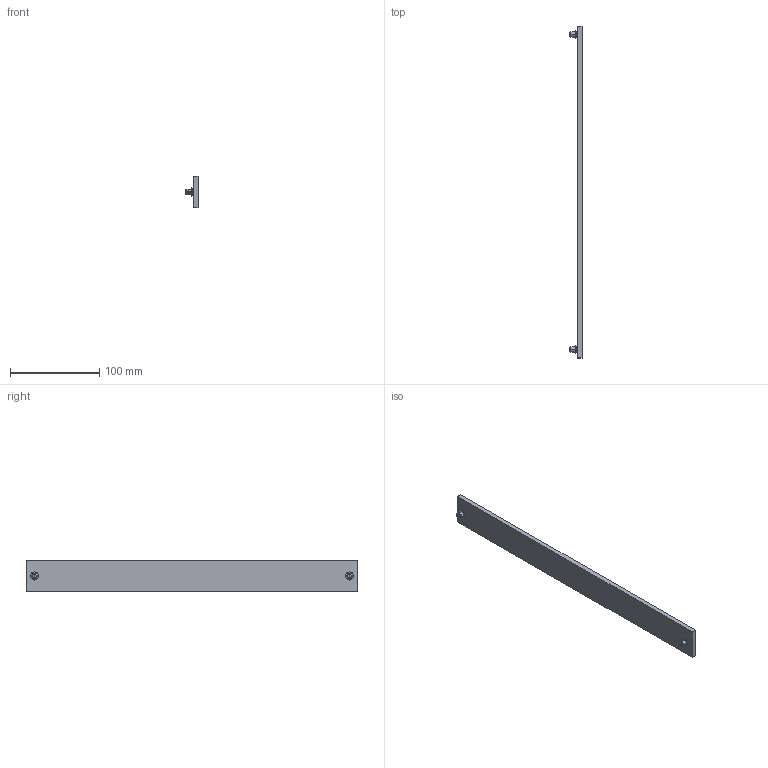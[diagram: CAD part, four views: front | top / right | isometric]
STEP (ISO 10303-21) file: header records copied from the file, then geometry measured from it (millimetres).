
FILE_DESCRIPTION((''),'2;1');
FILE_NAME('HAA-KETO-00-3_70-90_SRL_340_ASM','2021-04-16T',('marketing.praksa'),('Audax d.o.o.'),'CREO PARAMETRIC BY PTC INC, 2017480','CREO PARAMETRIC BY PTC INC, 2017480','');
FILE_SCHEMA(('AUTOMOTIVE_DESIGN { 1 0 10303 214 1 1 1 1 }'));
Length unit declared in the file: millimetre
Products named in the file (6): HAUPTKOERPER_NICHT_BENUTZEN_1; HAUPTKOERPER_NICHT_BENUTZEN_2; 85847_SCHNAPPNIET_ASM; PRT0133; PRT8784; HAA-KETO-00-3_70-90_SRL_340_ASM
Assembly tree (6 placements, depth 3):
  HAA-KETO-00-3_70-90_SRL_340_ASM
    85847_SCHNAPPNIET_ASM  x2
      HAUPTKOERPER_NICHT_BENUTZEN_1
      HAUPTKOERPER_NICHT_BENUTZEN_2
    PRT0133
    PRT8784
Bounding box: 13.6 x 372 x 35 mm (x, y, z)
Volume: 64754 mm3; surface area: 32410.4 mm2
Topology: 8 solids, 8 shells, 215 faces, 600 edges, 402 vertices
Faces by surface type: plane 107, cylinder 68, torus 20, sphere 16, cone 4
Entity records: 8816 total; most frequent: CARTESIAN_POINT 1051, DIRECTION 1014, ORIENTED_EDGE 922, PRESENTATION_STYLE_ASSIGNMENT 635, STYLED_ITEM 635, CURVE_STYLE 461, EDGE_CURVE 461, AXIS2_PLACEMENT_3D 379
